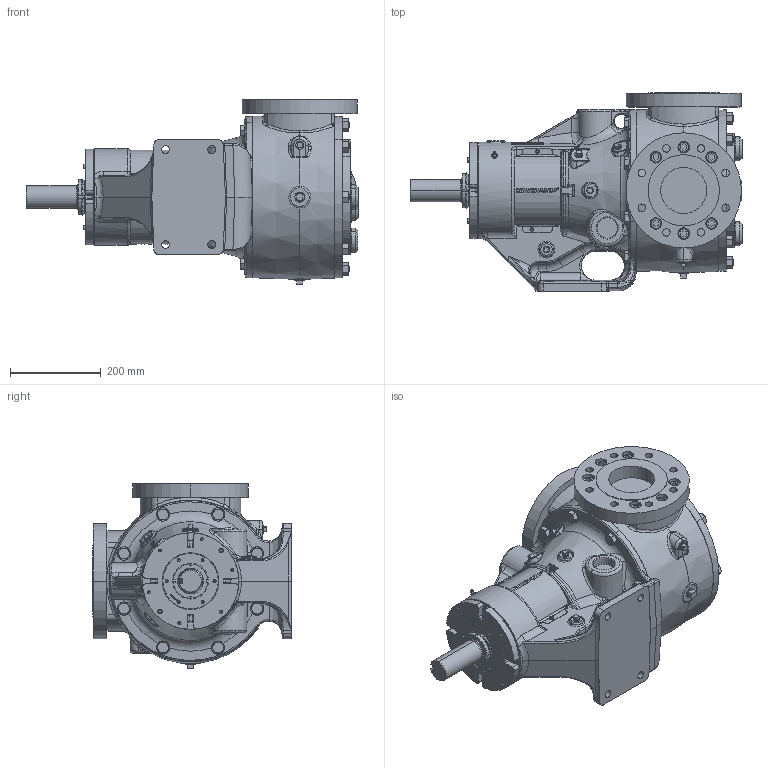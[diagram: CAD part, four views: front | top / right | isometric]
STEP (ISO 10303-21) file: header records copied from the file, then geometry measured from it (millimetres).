
FILE_DESCRIPTION (( 'STEP AP214' ), '1' );
FILE_NAME ('QV-2217.STEP', '2024-04-17T13:25:04', ( '' ), ( '' ), 'SwSTEP 2.0', 'SolidWorks 2022', '' );
FILE_SCHEMA (( 'AUTOMOTIVE_DESIGN' ));
Length unit declared in the file: inch
Products named in the file (1): QV-2217
Bounding box: 731.62 x 438.15 x 409.47 mm (x, y, z)
Volume: 39786454 mm3; surface area: 1426125.7 mm2
Topology: 1 solids, 13 shells, 3861 faces, 9797 edges, 6222 vertices
Faces by surface type: plane 1374, bspline 1227, cylinder 718, cone 421, torus 87, sphere 34
Entity records: 224561 total; most frequent: CARTESIAN_POINT 90582, ORIENTED_EDGE 19444, DIRECTION 13827, EDGE_CURVE 9722, VERTEX_POINT 6219, AXIS2_PLACEMENT_3D 4705, LINE 4417, VECTOR 4417
